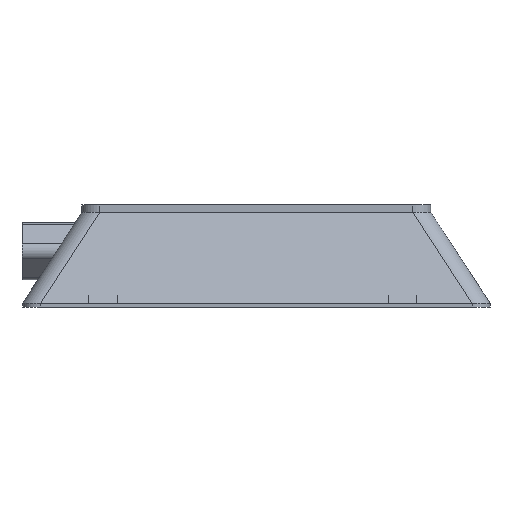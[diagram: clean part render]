
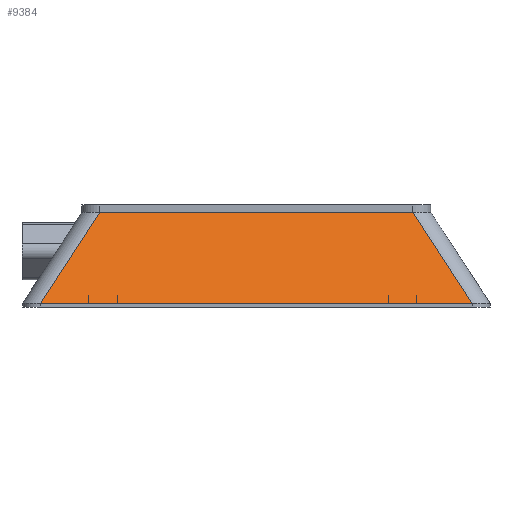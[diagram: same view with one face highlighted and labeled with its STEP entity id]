
A CAD part, front view. The second image highlights one B-rep face of the part: STEP entity #9384.
In plain terms, the highlighted free-form (B-spline) face has degree [1, 1] with [2, 2] control points.
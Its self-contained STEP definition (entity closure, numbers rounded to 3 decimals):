
#8009 = VERTEX_POINT('',#8010);
#8010 = CARTESIAN_POINT('',(91.,-57.5,1.5));
#8017 = EDGE_CURVE('',#8009,#8018,#8020,.T.);
#8018 = VERTEX_POINT('',#8019);
#8019 = CARTESIAN_POINT('',(-91.,-57.5,1.5));
#8020 = LINE('',#8021,#8022);
#8021 = CARTESIAN_POINT('',(91.,-57.5,1.5));
#8022 = VECTOR('',#8023,1.);
#8023 = DIRECTION('',(-1.,0.,0.));
#8478 = VERTEX_POINT('',#8479);
#8479 = CARTESIAN_POINT('',(-66.,-39.5,40.));
#9061 = VERTEX_POINT('',#9062);
#9062 = CARTESIAN_POINT('',(66.,-39.5,40.));
#9069 = EDGE_CURVE('',#9061,#8478,#9070,.T.);
#9070 = LINE('',#9071,#9072);
#9071 = CARTESIAN_POINT('',(66.,-39.5,40.));
#9072 = VECTOR('',#9073,1.);
#9073 = DIRECTION('',(-1.,0.,0.));
#9359 = EDGE_CURVE('',#8009,#9061,#9360,.T.);
#9360 = B_SPLINE_CURVE_WITH_KNOTS('',1,(#9361,#9362),.UNSPECIFIED.,.F.,
  .F.,(2,2),(0.,1.),.PIECEWISE_BEZIER_KNOTS.);
#9361 = CARTESIAN_POINT('',(91.,-57.5,1.5));
#9362 = CARTESIAN_POINT('',(66.,-39.5,40.));
#9384 = ADVANCED_FACE('',(#9385),#9395,.F.);
#9385 = FACE_BOUND('',#9386,.F.);
#9386 = EDGE_LOOP('',(#9387,#9388,#9393,#9394));
#9387 = ORIENTED_EDGE('',*,*,#8017,.T.);
#9388 = ORIENTED_EDGE('',*,*,#9389,.T.);
#9389 = EDGE_CURVE('',#8018,#8478,#9390,.T.);
#9390 = B_SPLINE_CURVE_WITH_KNOTS('',1,(#9391,#9392),.UNSPECIFIED.,.F.,
  .F.,(2,2),(0.,1.),.PIECEWISE_BEZIER_KNOTS.);
#9391 = CARTESIAN_POINT('',(-91.,-57.5,1.5));
#9392 = CARTESIAN_POINT('',(-66.,-39.5,40.));
#9393 = ORIENTED_EDGE('',*,*,#9069,.F.);
#9394 = ORIENTED_EDGE('',*,*,#9359,.F.);
#9395 = B_SPLINE_SURFACE_WITH_KNOTS('',1,1,(
    (#9396,#9397)
    ,(#9398,#9399
    )),.UNSPECIFIED.,.F.,.F.,.F.,(2,2),(2,2),(0.,182.),(0.,1.),
  .PIECEWISE_BEZIER_KNOTS.);
#9396 = CARTESIAN_POINT('',(91.,-57.5,1.5));
#9397 = CARTESIAN_POINT('',(66.,-39.5,40.));
#9398 = CARTESIAN_POINT('',(-91.,-57.5,1.5));
#9399 = CARTESIAN_POINT('',(-66.,-39.5,40.));
